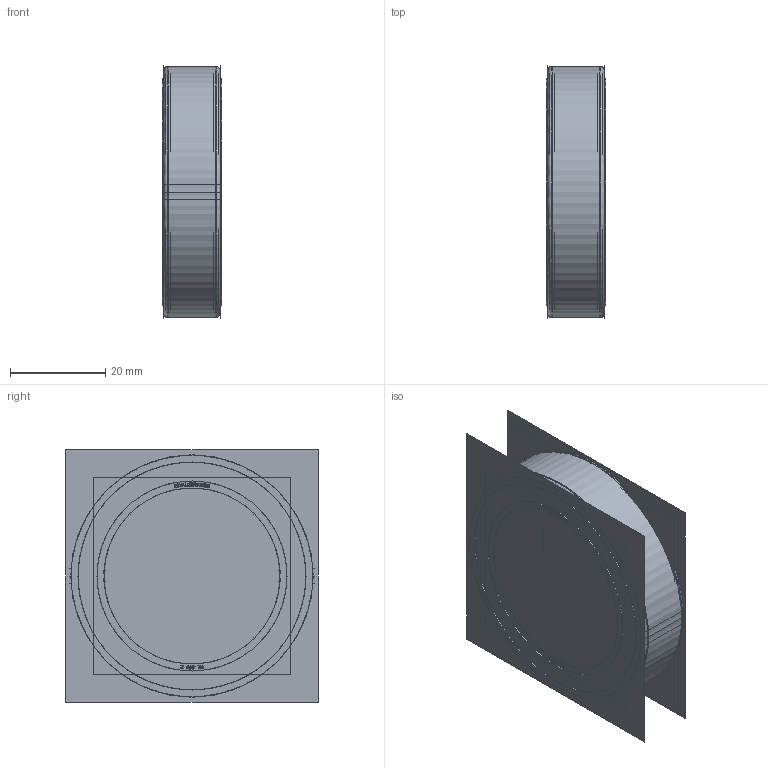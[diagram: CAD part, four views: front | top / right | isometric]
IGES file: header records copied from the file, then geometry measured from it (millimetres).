
Start section:  PTC IGES file: fr448z.igs
Global section: file name: fr448z.igs; native system: Creo Parametric by Parametric Technology Corporation; preprocessor: 2013150; author: sales 4; organization: Unknown; date: 20140326.143344; units: millimetre
Bounding box: 12.48 x 53.04 x 53.04 mm (x, y, z)
Volume: 11175.1 mm3; surface area: 113666.6 mm2
Topology: 48 solids, 48 shells, 3426 faces, 18384 edges, 23392 vertices
Faces by surface type: revolution 1840, bspline 1586
